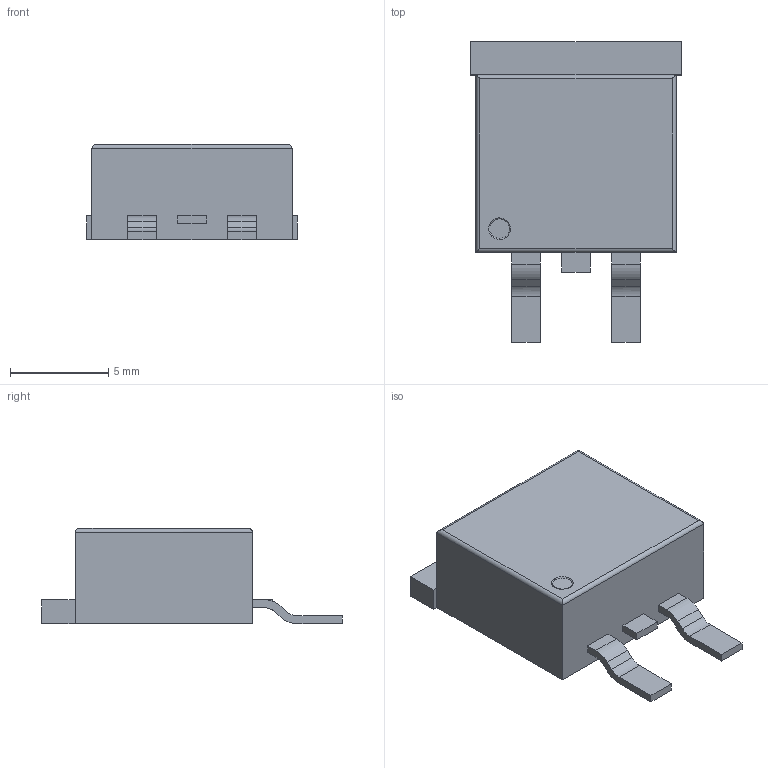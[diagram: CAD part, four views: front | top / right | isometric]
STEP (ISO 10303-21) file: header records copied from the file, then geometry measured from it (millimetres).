
FILE_DESCRIPTION (( 'STEP AP214' ), '1' );
FILE_NAME ('User Library-DPAK4P254_1524X483L228X146T686X1067.STEP', '2019-12-26T03:15:04', ( '' ), ( '' ), 'SwSTEP 2.0', 'SolidWorks 2019', '' );
FILE_SCHEMA (( 'AUTOMOTIVE_DESIGN' ));
Length unit declared in the file: millimetre
Products named in the file (6): Pin4; ACIS Solid_267; Pin1; Chip; Pin3; User Library-DPAK4P254_1524X483L228X146T686X1067
Assembly tree (5 placements, depth 2):
  User Library-DPAK4P254_1524X483L228X146T686X1067
    Pin1
    Pin3
    Pin4
    Chip
    ACIS Solid_267
Bounding box: 10.67 x 15.24 x 4.83 mm (x, y, z)
Volume: 469.9 mm3; surface area: 473.8 mm2
Topology: 5 solids, 5 shells, 53 faces, 122 edges, 80 vertices
Faces by surface type: plane 39, cylinder 12, bspline 2
Entity records: 2417 total; most frequent: CARTESIAN_POINT 451, ORIENTED_EDGE 244, DIRECTION 222, EDGE_CURVE 122, VECTOR 80, LINE 80, VERTEX_POINT 80, AXIS2_PLACEMENT_3D 71
